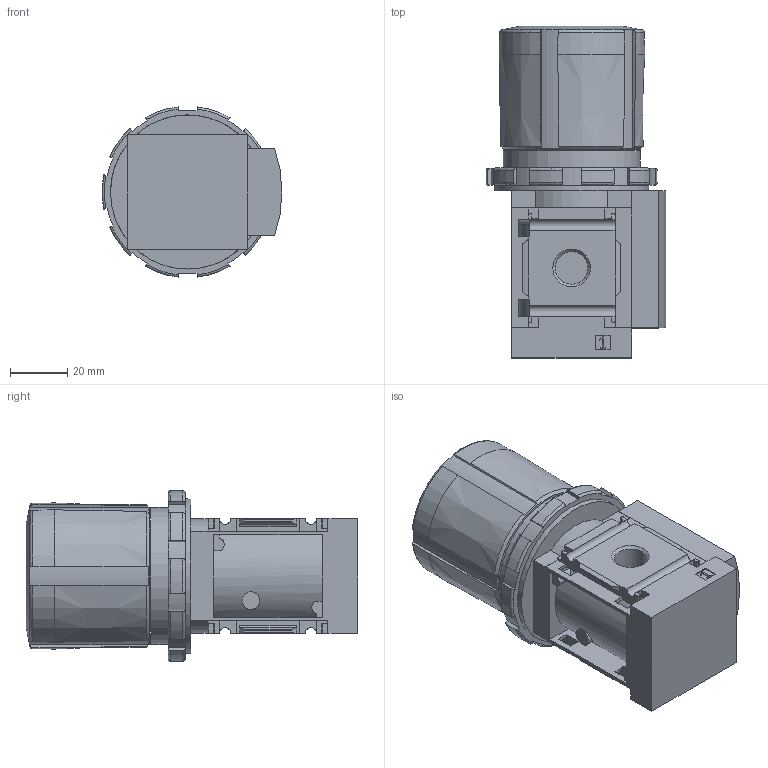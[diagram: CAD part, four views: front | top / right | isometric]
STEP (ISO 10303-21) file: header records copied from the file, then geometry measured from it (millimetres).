
FILE_DESCRIPTION(/* description */ ('STEP AP214'),/* implementation_level */ '2;1');
FILE_NAME(/* name */ '555874_MS4-LR-1_4-D6-VS-DM2',/* time_stamp */ '2024-09-09T18:50:11+02:00',/* author */ ('License CC BY-ND 4.0'),/* organization */ ('CADENAS'),/* preprocessor_version */ 'ST-DEVELOPER v19.3',/* originating_system */ 'PARTsolutions',/* authorisation */ ' ');
FILE_SCHEMA (('AUTOMOTIVE_DESIGN {1 0 10303 214 3 1 1}'));
Length unit declared in the file: millimetre
Products named in the file (3): 555874 MS4-LR-1/4-D6-VS-DM2; 527690 MS4-LR-1/4-D6-VS-DM2-0D; 695847 MS4-LR-DM2
Assembly tree (2 placements, depth 2):
  555874 MS4-LR-1/4-D6-VS-DM2
    527690 MS4-LR-1/4-D6-VS-DM2-0D
    695847 MS4-LR-DM2
Bounding box: 62.93 x 116.23 x 59.64 mm (x, y, z)
Volume: 214469.7 mm3; surface area: 34231.3 mm2
Topology: 2 solids, 2 shells, 332 faces, 925 edges, 610 vertices
Faces by surface type: plane 204, cylinder 78, torus 29, cone 19, sphere 2
Full cylindrical faces by diameter (mm): 0.78 x1, 6.1 x1, 11.445 x2, 30.7 x1, 31.31 x1, 37.9 x1, 46.376 x1, 48 x1, 54 x1, 54.5 x1
Entity records: 12479 total; most frequent: CARTESIAN_POINT 2137, ORIENTED_EDGE 1784, DIRECTION 1695, EDGE_CURVE 892, VERTEX_POINT 603, LINE 589, VECTOR 589, AXIS2_PLACEMENT_3D 553
